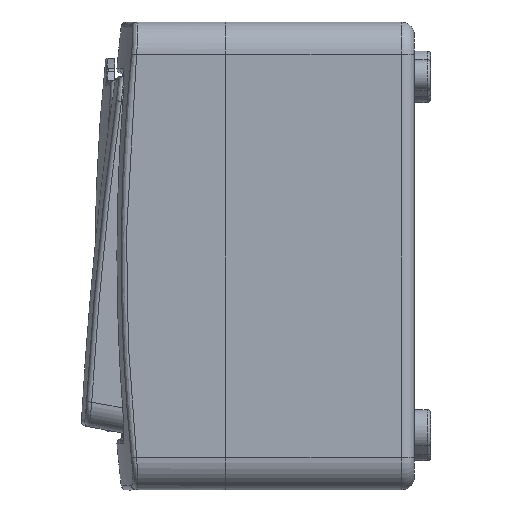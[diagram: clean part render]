
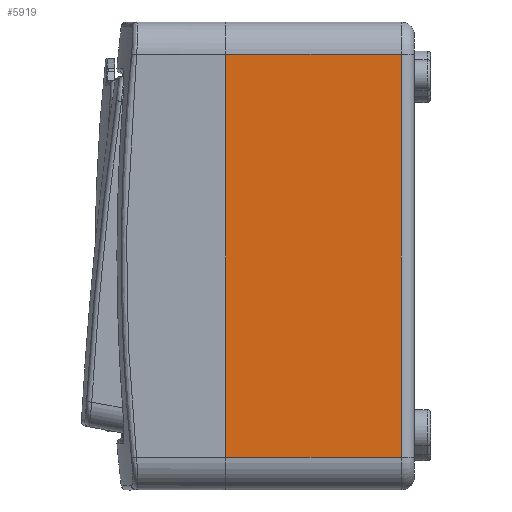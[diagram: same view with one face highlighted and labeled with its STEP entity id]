
A CAD part, left-side view. The second image highlights one B-rep face of the part: STEP entity #5919.
In plain terms, the highlighted planar face has unit normal (-1, 0, 0).
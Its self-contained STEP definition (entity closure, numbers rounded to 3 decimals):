
#207 = DIRECTION ( 'NONE',  ( 0., 1., 0. ) ) ;
#658 = CARTESIAN_POINT ( 'NONE',  ( -36., 29., 36. ) ) ;
#1019 = DIRECTION ( 'NONE',  ( 0., 0., 1. ) ) ;
#1543 = EDGE_CURVE ( 'NONE', #2107, #4440, #9038, .T. ) ;
#1892 = EDGE_CURVE ( 'NONE', #8993, #2107, #13798, .T. ) ;
#2107 = VERTEX_POINT ( 'NONE', #11259 ) ;
#2389 = CARTESIAN_POINT ( 'NONE',  ( -36., 29., 31. ) ) ;
#3059 = CARTESIAN_POINT ( 'NONE',  ( -36., 29., -31. ) ) ;
#3368 = ORIENTED_EDGE ( 'NONE', *, *, #1543, .T. ) ;
#4440 = VERTEX_POINT ( 'NONE', #13483 ) ;
#4923 = CARTESIAN_POINT ( 'NONE',  ( -36., 29., 31. ) ) ;
#5105 = AXIS2_PLACEMENT_3D ( 'NONE', #16432, #18781, #5735 ) ;
#5279 = ORIENTED_EDGE ( 'NONE', *, *, #17012, .T. ) ;
#5392 = CARTESIAN_POINT ( 'NONE',  ( -36., 2., 36. ) ) ;
#5735 = DIRECTION ( 'NONE',  ( 0., 0., -1. ) ) ;
#5919 = ADVANCED_FACE ( 'NONE', ( #11118 ), #20801, .F. ) ;
#5934 = EDGE_LOOP ( 'NONE', ( #7320, #3368, #5279, #15144 ) ) ;
#7140 = DIRECTION ( 'NONE',  ( 0., 0., 1. ) ) ;
#7142 = LINE ( 'NONE', #2389, #23870 ) ;
#7174 = VECTOR ( 'NONE', #7140, 1000. ) ;
#7320 = ORIENTED_EDGE ( 'NONE', *, *, #1892, .T. ) ;
#8339 = VECTOR ( 'NONE', #1019, 1000. ) ;
#8993 = VERTEX_POINT ( 'NONE', #3059 ) ;
#9038 = LINE ( 'NONE', #5392, #8339 ) ;
#10584 = EDGE_CURVE ( 'NONE', #8993, #14420, #18747, .T. ) ;
#11118 = FACE_OUTER_BOUND ( 'NONE', #5934, .T. ) ;
#11259 = CARTESIAN_POINT ( 'NONE',  ( -36., 2., -31. ) ) ;
#13483 = CARTESIAN_POINT ( 'NONE',  ( -36., 2., 31. ) ) ;
#13798 = LINE ( 'NONE', #25959, #19574 ) ;
#14420 = VERTEX_POINT ( 'NONE', #4923 ) ;
#15144 = ORIENTED_EDGE ( 'NONE', *, *, #10584, .F. ) ;
#16432 = CARTESIAN_POINT ( 'NONE',  ( -36., 29., 36. ) ) ;
#17012 = EDGE_CURVE ( 'NONE', #4440, #14420, #7142, .T. ) ;
#18747 = LINE ( 'NONE', #658, #7174 ) ;
#18781 = DIRECTION ( 'NONE',  ( 1., 0., 0. ) ) ;
#19574 = VECTOR ( 'NONE', #28171, 1000. ) ;
#20801 = PLANE ( 'NONE',  #5105 ) ;
#23870 = VECTOR ( 'NONE', #207, 1000. ) ;
#25959 = CARTESIAN_POINT ( 'NONE',  ( -36., 29., -31. ) ) ;
#28171 = DIRECTION ( 'NONE',  ( 0., -1., 0. ) ) ;
